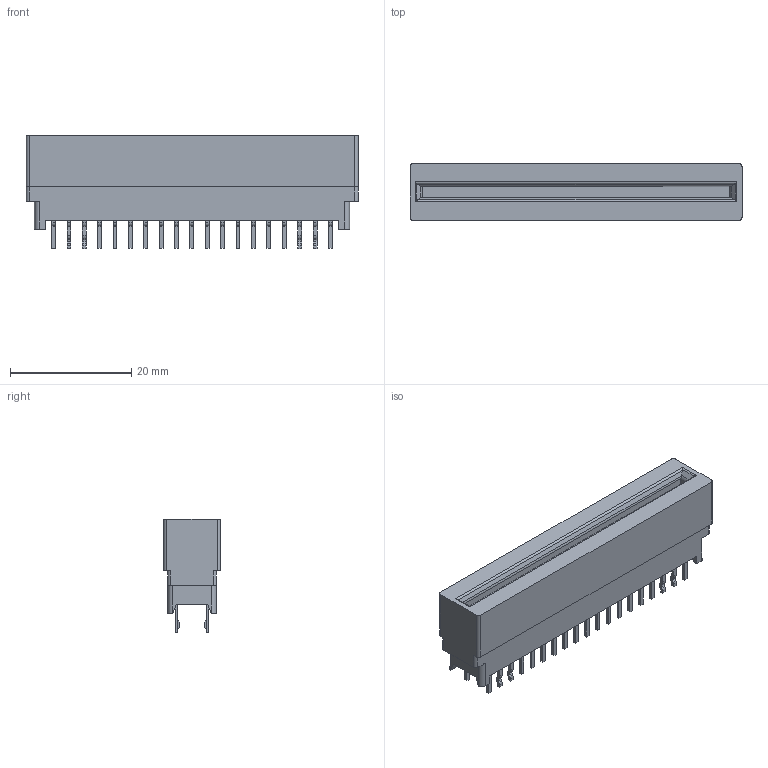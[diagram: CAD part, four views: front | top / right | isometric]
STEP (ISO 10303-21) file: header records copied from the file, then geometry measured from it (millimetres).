
FILE_DESCRIPTION(('STEP AP203'),'1');
FILE_NAME('10046971004lf.stp','2015-06-22T10:52:39',('TraceParts'),('TraceParts S.A.'),'Spatial InterOp 3D',' ',' ');
FILE_SCHEMA(('CONFIG_CONTROL_DESIGN'));
Length unit declared in the file: millimetre
Products named in the file (1): 1
Bounding box: 54.84 x 9.35 x 18.68 mm (x, y, z)
Volume: 6033.4 mm3; surface area: 4012.5 mm2
Topology: 1 solids, 39 shells, 1153 faces, 2754 edges, 1723 vertices
Faces by surface type: plane 953, cylinder 200
Entity records: 32660 total; most frequent: CARTESIAN_POINT 5695, DIRECTION 5510, ORIENTED_EDGE 5508, EDGE_CURVE 2754, LINE 2274, VECTOR 2274, VERTEX_POINT 1723, AXIS2_PLACEMENT_3D 1618
